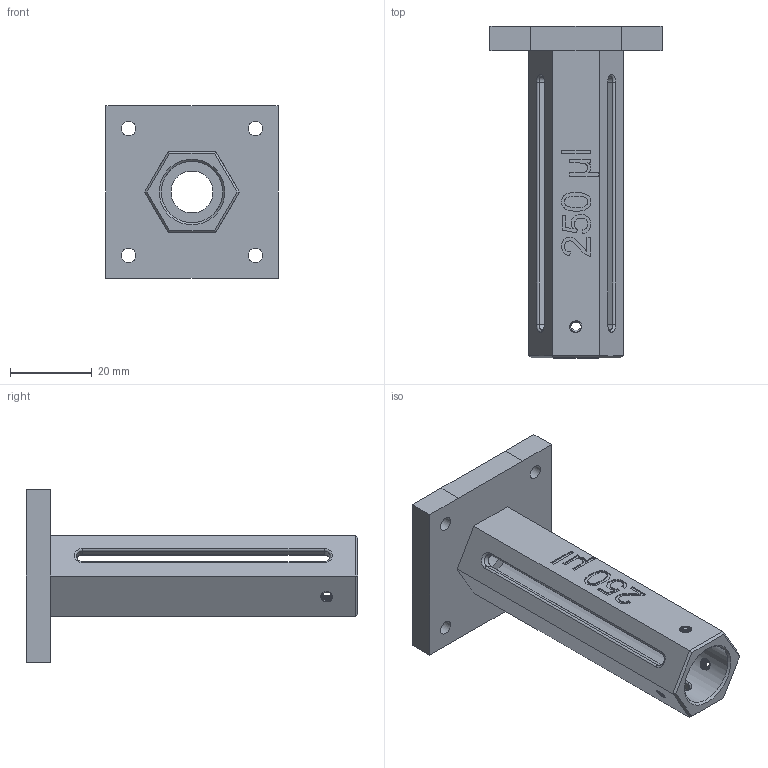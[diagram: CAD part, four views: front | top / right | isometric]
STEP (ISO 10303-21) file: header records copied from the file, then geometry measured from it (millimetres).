
FILE_DESCRIPTION(/* description */ (''),/* implementation_level */ '2;1');
FILE_NAME(/* name */ 'SyringeHolder_1725_TTL-SAL-250μl-STEP.step',/* time_stamp */ '2021-06-15T13:59:42+02:00',/* author */ (''),/* organization */ (''),/* preprocessor_version */ 'ST-DEVELOPER v18.1',/* originating_system */ 'Autodesk Translation Framework v10.9.0.1377',/* authorisation */ '');
FILE_SCHEMA (('AUTOMOTIVE_DESIGN { 1 0 10303 214 3 1 1 }'));
Length unit declared in the file: millimetre
Products named in the file (1): 210125_SyringeHolder_250μl Copy
Bounding box: 42 x 81 x 42 mm (x, y, z)
Volume: 20808.5 mm3; surface area: 13459.7 mm2
Topology: 1 solids, 1 shells, 230 faces, 617 edges, 401 vertices
Faces by surface type: plane 83, bspline 75, cylinder 65, torus 6, cone 1
Full cylindrical faces by diameter (mm): 2.529 x6, 3.086 x6, 3.5 x4, 10.25 x1, 15 x1
Entity records: 10828 total; most frequent: CARTESIAN_POINT 5649, ORIENTED_EDGE 1234, DIRECTION 748, EDGE_CURVE 617, VERTEX_POINT 401, LINE 312, VECTOR 312, EDGE_LOOP 264
